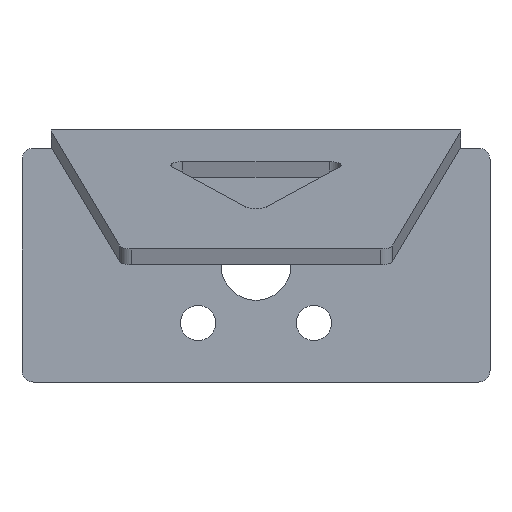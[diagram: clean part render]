
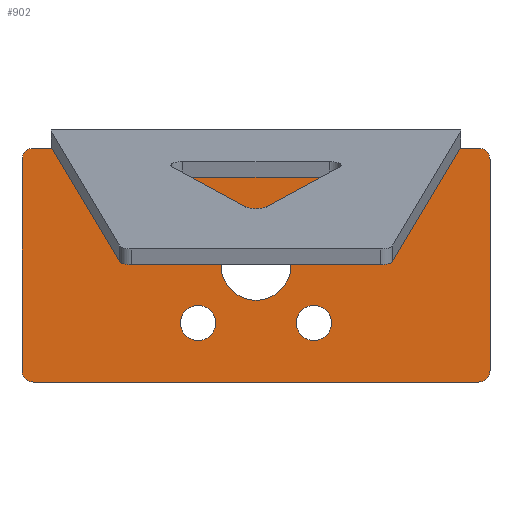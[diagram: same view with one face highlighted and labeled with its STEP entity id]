
A CAD part, top view. The second image highlights one B-rep face of the part: STEP entity #902.
In plain terms, the highlighted planar face has unit normal (0, 0, 1).
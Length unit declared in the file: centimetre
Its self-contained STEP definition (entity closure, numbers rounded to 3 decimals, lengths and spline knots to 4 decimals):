
#13=FACE_BOUND($,#109,.T.);
#26=PLANE($,#974);
#60=FACE_OUTER_BOUND($,#108,.T.);
#108=EDGE_LOOP($,(#647,#648,#649,#650,#651,#652,#653,#654));
#109=EDGE_LOOP($,(#655,#656,#657,#658,#659,#660,#661,#662,#663,#664,#665,
#666,#667,#668,#669,#670));
#160=LINE($,#1339,#253);
#170=LINE($,#1379,#263);
#173=LINE($,#1387,#266);
#175=LINE($,#1393,#268);
#176=LINE($,#1397,#269);
#177=LINE($,#1401,#270);
#178=LINE($,#1403,#271);
#179=LINE($,#1407,#272);
#180=LINE($,#1409,#273);
#181=LINE($,#1413,#274);
#182=LINE($,#1415,#275);
#183=LINE($,#1417,#276);
#253=VECTOR($,#1057,1.);
#263=VECTOR($,#1097,1.);
#266=VECTOR($,#1106,1.);
#268=VECTOR($,#1114,1.);
#269=VECTOR($,#1117,1.);
#270=VECTOR($,#1120,1.);
#271=VECTOR($,#1123,1.);
#272=VECTOR($,#1126,1.);
#273=VECTOR($,#1129,1.);
#274=VECTOR($,#1132,1.);
#275=VECTOR($,#1135,1.);
#276=VECTOR($,#1138,1.);
#342=CIRCLE($,#951,0.1);
#355=CIRCLE($,#967,0.1);
#356=CIRCLE($,#970,0.1);
#357=CIRCLE($,#973,0.1);
#358=CIRCLE($,#975,0.15);
#359=CIRCLE($,#976,0.3);
#360=CIRCLE($,#977,0.15);
#361=CIRCLE($,#978,0.3);
#362=CIRCLE($,#979,0.15);
#363=CIRCLE($,#980,0.3);
#364=CIRCLE($,#981,0.15);
#365=CIRCLE($,#982,0.3);
#384=VERTEX_POINT($,#1326);
#385=VERTEX_POINT($,#1327);
#389=VERTEX_POINT($,#1337);
#403=VERTEX_POINT($,#1373);
#404=VERTEX_POINT($,#1377);
#405=VERTEX_POINT($,#1381);
#406=VERTEX_POINT($,#1385);
#407=VERTEX_POINT($,#1389);
#408=VERTEX_POINT($,#1394);
#409=VERTEX_POINT($,#1396);
#410=VERTEX_POINT($,#1398);
#411=VERTEX_POINT($,#1400);
#412=VERTEX_POINT($,#1404);
#413=VERTEX_POINT($,#1406);
#414=VERTEX_POINT($,#1410);
#415=VERTEX_POINT($,#1412);
#460=EDGE_CURVE($,#384,#385,#342,.T.);
#466=EDGE_CURVE($,#384,#389,#160,.T.);
#486=EDGE_CURVE($,#403,#389,#355,.T.);
#488=EDGE_CURVE($,#403,#404,#170,.T.);
#489=EDGE_CURVE($,#405,#404,#356,.T.);
#492=EDGE_CURVE($,#405,#406,#173,.T.);
#494=EDGE_CURVE($,#407,#406,#357,.T.);
#495=EDGE_CURVE($,#407,#385,#175,.T.);
#496=EDGE_CURVE($,#408,#408,#358,.T.);
#497=EDGE_CURVE($,#408,#409,#176,.T.);
#498=EDGE_CURVE($,#409,#410,#359,.T.);
#499=EDGE_CURVE($,#410,#411,#177,.T.);
#500=EDGE_CURVE($,#411,#411,#360,.T.);
#501=EDGE_CURVE($,#411,#410,#178,.T.);
#502=EDGE_CURVE($,#410,#412,#361,.T.);
#503=EDGE_CURVE($,#412,#413,#179,.T.);
#504=EDGE_CURVE($,#413,#413,#362,.T.);
#505=EDGE_CURVE($,#413,#412,#180,.T.);
#506=EDGE_CURVE($,#412,#414,#363,.T.);
#507=EDGE_CURVE($,#414,#415,#181,.T.);
#508=EDGE_CURVE($,#415,#415,#364,.T.);
#509=EDGE_CURVE($,#415,#414,#182,.T.);
#510=EDGE_CURVE($,#414,#409,#365,.T.);
#511=EDGE_CURVE($,#409,#408,#183,.T.);
#647=ORIENTED_EDGE($,*,*,#460,.F.);
#648=ORIENTED_EDGE($,*,*,#466,.T.);
#649=ORIENTED_EDGE($,*,*,#486,.F.);
#650=ORIENTED_EDGE($,*,*,#488,.T.);
#651=ORIENTED_EDGE($,*,*,#489,.F.);
#652=ORIENTED_EDGE($,*,*,#492,.T.);
#653=ORIENTED_EDGE($,*,*,#494,.F.);
#654=ORIENTED_EDGE($,*,*,#495,.T.);
#655=ORIENTED_EDGE($,*,*,#496,.T.);
#656=ORIENTED_EDGE($,*,*,#497,.T.);
#657=ORIENTED_EDGE($,*,*,#498,.T.);
#658=ORIENTED_EDGE($,*,*,#499,.T.);
#659=ORIENTED_EDGE($,*,*,#500,.T.);
#660=ORIENTED_EDGE($,*,*,#501,.T.);
#661=ORIENTED_EDGE($,*,*,#502,.T.);
#662=ORIENTED_EDGE($,*,*,#503,.T.);
#663=ORIENTED_EDGE($,*,*,#504,.T.);
#664=ORIENTED_EDGE($,*,*,#505,.T.);
#665=ORIENTED_EDGE($,*,*,#506,.T.);
#666=ORIENTED_EDGE($,*,*,#507,.T.);
#667=ORIENTED_EDGE($,*,*,#508,.T.);
#668=ORIENTED_EDGE($,*,*,#509,.T.);
#669=ORIENTED_EDGE($,*,*,#510,.T.);
#670=ORIENTED_EDGE($,*,*,#511,.T.);
#902=ADVANCED_FACE($,(#60,#13),#26,.T.);
#951=AXIS2_PLACEMENT_3D($,#1328,#1047,#1048);
#967=AXIS2_PLACEMENT_3D($,#1375,#1092,#1093);
#970=AXIS2_PLACEMENT_3D($,#1382,#1100,#1101);
#973=AXIS2_PLACEMENT_3D($,#1391,#1110,#1111);
#974=AXIS2_PLACEMENT_3D($,#1392,#1112,#1113);
#975=AXIS2_PLACEMENT_3D($,#1395,#1115,#1116);
#976=AXIS2_PLACEMENT_3D($,#1399,#1118,#1119);
#977=AXIS2_PLACEMENT_3D($,#1402,#1121,#1122);
#978=AXIS2_PLACEMENT_3D($,#1405,#1124,#1125);
#979=AXIS2_PLACEMENT_3D($,#1408,#1127,#1128);
#980=AXIS2_PLACEMENT_3D($,#1411,#1130,#1131);
#981=AXIS2_PLACEMENT_3D($,#1414,#1133,#1134);
#982=AXIS2_PLACEMENT_3D($,#1416,#1136,#1137);
#1047=DIRECTION('center_axis',(0.,0.,-1.));
#1048=DIRECTION('ref_axis',(0.707,-0.707,0.));
#1057=DIRECTION($,(0.,1.,0.));
#1092=DIRECTION('center_axis',(0.,0.,-1.));
#1093=DIRECTION('ref_axis',(0.707,0.707,0.));
#1097=DIRECTION($,(-1.,0.,0.));
#1100=DIRECTION('center_axis',(0.,0.,-1.));
#1101=DIRECTION('ref_axis',(-0.707,0.707,0.));
#1106=DIRECTION($,(0.,-1.,0.));
#1110=DIRECTION('center_axis',(0.,0.,-1.));
#1111=DIRECTION('ref_axis',(-0.707,-0.707,0.));
#1112=DIRECTION('center_axis',(0.,0.,1.));
#1113=DIRECTION('ref_axis',(1.,0.,0.));
#1114=DIRECTION($,(1.,0.,0.));
#1115=DIRECTION('center_axis',(0.,0.,-1.));
#1116=DIRECTION('ref_axis',(1.,0.,0.));
#1117=DIRECTION($,(0.707,-0.707,0.));
#1118=DIRECTION('center_axis',(0.,0.,-1.));
#1119=DIRECTION('ref_axis',(1.,0.,0.));
#1120=DIRECTION($,(0.707,0.707,0.));
#1121=DIRECTION('center_axis',(0.,0.,-1.));
#1122=DIRECTION('ref_axis',(1.,0.,0.));
#1123=DIRECTION($,(-0.707,-0.707,0.));
#1124=DIRECTION('center_axis',(0.,0.,-1.));
#1125=DIRECTION('ref_axis',(1.,0.,0.));
#1126=DIRECTION($,(0.707,-0.707,0.));
#1127=DIRECTION('center_axis',(0.,0.,-1.));
#1128=DIRECTION('ref_axis',(1.,0.,0.));
#1129=DIRECTION($,(-0.707,0.707,0.));
#1130=DIRECTION('center_axis',(0.,0.,-1.));
#1131=DIRECTION('ref_axis',(1.,0.,0.));
#1132=DIRECTION($,(-0.707,-0.707,0.));
#1133=DIRECTION('center_axis',(0.,0.,-1.));
#1134=DIRECTION('ref_axis',(1.,0.,0.));
#1135=DIRECTION($,(0.707,0.707,0.));
#1136=DIRECTION('center_axis',(0.,0.,-1.));
#1137=DIRECTION('ref_axis',(1.,0.,0.));
#1138=DIRECTION($,(-0.707,0.707,0.));
#1326=CARTESIAN_POINT('',(2.,-0.9,0.15));
#1327=CARTESIAN_POINT('',(1.9,-1.,0.15));
#1328=CARTESIAN_POINT('Origin',(1.9,-0.9,0.15));
#1337=CARTESIAN_POINT('',(2.,0.9,0.15));
#1339=CARTESIAN_POINT($,(2.,-0.5,0.15));
#1373=CARTESIAN_POINT('',(1.9,1.,0.15));
#1375=CARTESIAN_POINT('Origin',(1.9,0.9,0.15));
#1377=CARTESIAN_POINT('',(-1.9,1.,0.15));
#1379=CARTESIAN_POINT($,(2.16,1.,0.15));
#1381=CARTESIAN_POINT('',(-2.,0.9,0.15));
#1382=CARTESIAN_POINT('Origin',(-1.9,0.9,0.15));
#1385=CARTESIAN_POINT('',(-2.,-0.9,0.15));
#1387=CARTESIAN_POINT($,(-2.,0.5,0.15));
#1389=CARTESIAN_POINT('',(-1.9,-1.,0.15));
#1391=CARTESIAN_POINT('Origin',(-1.9,-0.9,0.15));
#1392=CARTESIAN_POINT('Origin',(0.,0.,0.15));
#1393=CARTESIAN_POINT($,(-2.16,-1.,0.15));
#1394=CARTESIAN_POINT('',(-0.3889,0.3889,0.15));
#1395=CARTESIAN_POINT('Origin',(-0.495,0.495,0.15));
#1396=CARTESIAN_POINT('',(-0.2121,0.2121,0.15));
#1397=CARTESIAN_POINT($,(0.,0.,0.15));
#1398=CARTESIAN_POINT('',(0.2121,0.2121,0.15));
#1399=CARTESIAN_POINT('Origin',(0.,0.,0.15));
#1400=CARTESIAN_POINT('',(0.3889,0.3889,0.15));
#1401=CARTESIAN_POINT($,(0.,0.,0.15));
#1402=CARTESIAN_POINT('Origin',(0.495,0.495,0.15));
#1403=CARTESIAN_POINT($,(0.,0.,0.15));
#1404=CARTESIAN_POINT('',(0.2121,-0.2121,0.15));
#1405=CARTESIAN_POINT('Origin',(0.,0.,0.15));
#1406=CARTESIAN_POINT('',(0.3889,-0.3889,0.15));
#1407=CARTESIAN_POINT($,(0.,0.,0.15));
#1408=CARTESIAN_POINT('Origin',(0.495,-0.495,0.15));
#1409=CARTESIAN_POINT($,(0.,0.,0.15));
#1410=CARTESIAN_POINT('',(-0.2121,-0.2121,0.15));
#1411=CARTESIAN_POINT('Origin',(0.,0.,0.15));
#1412=CARTESIAN_POINT('',(-0.3889,-0.3889,0.15));
#1413=CARTESIAN_POINT($,(0.,0.,0.15));
#1414=CARTESIAN_POINT('Origin',(-0.495,-0.495,0.15));
#1415=CARTESIAN_POINT($,(0.,0.,0.15));
#1416=CARTESIAN_POINT('Origin',(0.,0.,0.15));
#1417=CARTESIAN_POINT($,(0.,0.,0.15));
